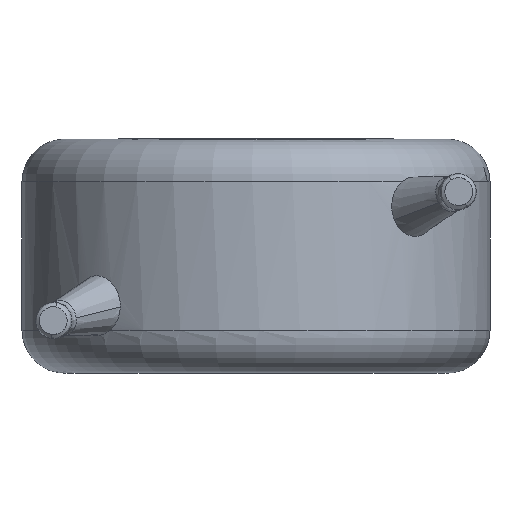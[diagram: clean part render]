
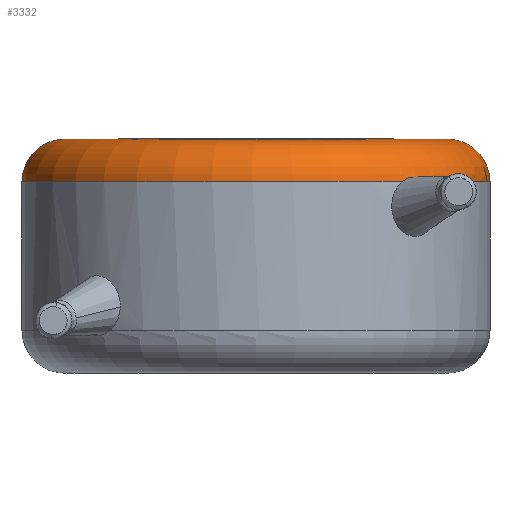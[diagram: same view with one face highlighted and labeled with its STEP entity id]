
A CAD part, front view. The second image highlights one B-rep face of the part: STEP entity #3332.
In plain terms, the highlighted toroidal (fillet/blend) face has major radius 4.5 mm and minor radius 1 mm.
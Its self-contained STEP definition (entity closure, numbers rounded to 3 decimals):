
#63 = EDGE_CURVE ( 'NONE', #461, #3458, #1032, .T. ) ;
#98 = EDGE_CURVE ( 'NONE', #461, #2755, #2250, .T. ) ;
#112 = CARTESIAN_POINT ( 'NONE',  ( 3.909, -3.87, 4.57 ) ) ;
#197 = VERTEX_POINT ( 'NONE', #1515 ) ;
#440 = CIRCLE ( 'NONE', #1488, 5.5 ) ;
#461 = VERTEX_POINT ( 'NONE', #3668 ) ;
#545 = CARTESIAN_POINT ( 'NONE',  ( -4.5, 0., 4.5 ) ) ;
#549 = DIRECTION ( 'NONE',  ( 1., 0., 0. ) ) ;
#568 = DIRECTION ( 'NONE',  ( 0., 1., 0. ) ) ;
#776 = CARTESIAN_POINT ( 'NONE',  ( 3.813, -3.958, 4.609 ) ) ;
#833 = DIRECTION ( 'NONE',  ( 0., 0., -1. ) ) ;
#1032 = CIRCLE ( 'NONE', #2241, 1. ) ;
#1064 = EDGE_LOOP ( 'NONE', ( #4096, #2038, #3837, #3019, #2053, #1603 ) ) ;
#1402 = CARTESIAN_POINT ( 'NONE',  ( 3.621, -4.134, 4.61 ) ) ;
#1438 = TOROIDAL_SURFACE ( 'NONE', #1834, 4.5, 1. ) ;
#1488 = AXIS2_PLACEMENT_3D ( 'NONE', #2227, #3195, #2877 ) ;
#1515 = CARTESIAN_POINT ( 'NONE',  ( -5.5, 0., 4.5 ) ) ;
#1603 = ORIENTED_EDGE ( 'NONE', *, *, #1944, .F. ) ;
#1827 = DIRECTION ( 'NONE',  ( 0., 0., 1. ) ) ;
#1834 = AXIS2_PLACEMENT_3D ( 'NONE', #4142, #1827, #549 ) ;
#1944 = EDGE_CURVE ( 'NONE', #3960, #3458, #2844, .T. ) ;
#1962 = FACE_OUTER_BOUND ( 'NONE', #1064, .T. ) ;
#2004 = DIRECTION ( 'NONE',  ( 1., 0., 0. ) ) ;
#2031 = CARTESIAN_POINT ( 'NONE',  ( 0., 0., 5.5 ) ) ;
#2038 = ORIENTED_EDGE ( 'NONE', *, *, #2268, .F. ) ;
#2053 = ORIENTED_EDGE ( 'NONE', *, *, #63, .T. ) ;
#2120 = DIRECTION ( 'NONE',  ( 1., 0., 0. ) ) ;
#2133 = CARTESIAN_POINT ( 'NONE',  ( 0., 0., 4.5 ) ) ;
#2166 = DIRECTION ( 'NONE',  ( 0., 0., -1. ) ) ;
#2227 = CARTESIAN_POINT ( 'NONE',  ( 0., 0., 4.5 ) ) ;
#2241 = AXIS2_PLACEMENT_3D ( 'NONE', #3113, #3440, #833 ) ;
#2250 = CIRCLE ( 'NONE', #3786, 5.5 ) ;
#2268 = EDGE_CURVE ( 'NONE', #3381, #197, #440, .T. ) ;
#2400 = CARTESIAN_POINT ( 'NONE',  ( 3.987, -3.789, 4.5 ) ) ;
#2407 = EDGE_CURVE ( 'NONE', #3381, #2755, #4065, .T. ) ;
#2446 = AXIS2_PLACEMENT_3D ( 'NONE', #2031, #2677, #2004 ) ;
#2640 = EDGE_CURVE ( 'NONE', #197, #3960, #4127, .T. ) ;
#2677 = DIRECTION ( 'NONE',  ( 0., 0., 1. ) ) ;
#2743 = CARTESIAN_POINT ( 'NONE',  ( 3.987, -3.789, 4.5 ) ) ;
#2755 = VERTEX_POINT ( 'NONE', #2743 ) ;
#2844 = CIRCLE ( 'NONE', #2446, 4.5 ) ;
#2853 = DIRECTION ( 'NONE',  ( -1., 0., 0. ) ) ;
#2877 = DIRECTION ( 'NONE',  ( 1., 0., 0. ) ) ;
#3019 = ORIENTED_EDGE ( 'NONE', *, *, #98, .F. ) ;
#3113 = CARTESIAN_POINT ( 'NONE',  ( 4.5, 0., 4.5 ) ) ;
#3121 = CARTESIAN_POINT ( 'NONE',  ( 3.44, -4.292, 4.5 ) ) ;
#3195 = DIRECTION ( 'NONE',  ( 0., 0., -1. ) ) ;
#3332 = ADVANCED_FACE ( 'NONE', ( #1962 ), #1438, .T. ) ;
#3381 = VERTEX_POINT ( 'NONE', #3121 ) ;
#3440 = DIRECTION ( 'NONE',  ( 0., -1., 0. ) ) ;
#3458 = VERTEX_POINT ( 'NONE', #4215 ) ;
#3668 = CARTESIAN_POINT ( 'NONE',  ( 5.5, 0., 4.5 ) ) ;
#3713 = CARTESIAN_POINT ( 'NONE',  ( 3.526, -4.223, 4.572 ) ) ;
#3786 = AXIS2_PLACEMENT_3D ( 'NONE', #2133, #2166, #2120 ) ;
#3806 = AXIS2_PLACEMENT_3D ( 'NONE', #545, #568, #2853 ) ;
#3837 = ORIENTED_EDGE ( 'NONE', *, *, #2407, .T. ) ;
#3872 = CARTESIAN_POINT ( 'NONE',  ( -4.5, 0., 5.5 ) ) ;
#3960 = VERTEX_POINT ( 'NONE', #3872 ) ;
#4018 = CARTESIAN_POINT ( 'NONE',  ( 3.44, -4.292, 4.5 ) ) ;
#4065 = B_SPLINE_CURVE_WITH_KNOTS ( 'NONE', 3,
 ( #4018, #3713, #1402, #776, #112, #2400 ),
 .UNSPECIFIED., .F., .F.,
 ( 4, 2, 4 ),
 ( 0., 0., 0.001 ),
 .UNSPECIFIED. ) ;
#4096 = ORIENTED_EDGE ( 'NONE', *, *, #2640, .F. ) ;
#4127 = CIRCLE ( 'NONE', #3806, 1. ) ;
#4142 = CARTESIAN_POINT ( 'NONE',  ( 0., 0., 4.5 ) ) ;
#4215 = CARTESIAN_POINT ( 'NONE',  ( 4.5, 0., 5.5 ) ) ;
